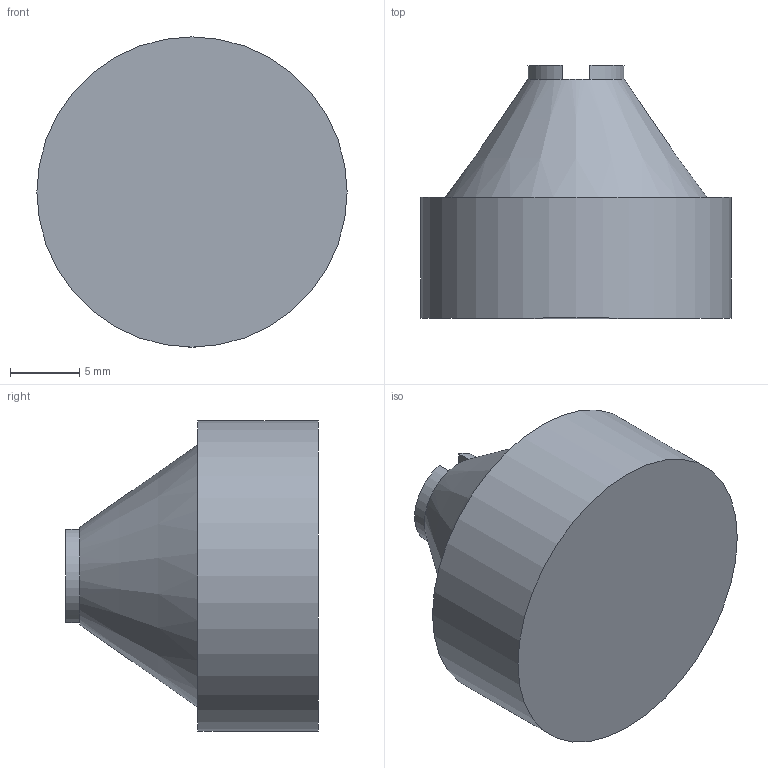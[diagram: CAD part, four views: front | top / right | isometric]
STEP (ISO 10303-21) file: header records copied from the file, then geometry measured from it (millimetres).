
FILE_DESCRIPTION(/* description */ (''),/* implementation_level */ '2;1');
FILE_NAME(/* name */ 'SingleOutlet_cheerio.step',/* time_stamp */ '2024-12-10T14:41:03-05:00',/* author */ (''),/* organization */ (''),/* preprocessor_version */ 'ST-DEVELOPER v20',/* originating_system */ 'Autodesk Translation Framework v13.20.0.188',/* authorisation */ '');
FILE_SCHEMA (('AUTOMOTIVE_DESIGN { 1 0 10303 214 3 1 1 }'));
Length unit declared in the file: millimetre
Products named in the file (1): eternal_drillable_boat_1hole
Bounding box: 22.34 x 18.2 x 22.34 mm (x, y, z)
Volume: 1514.1 mm3; surface area: 3303.5 mm2
Topology: 1 solids, 2 shells, 25 faces, 57 edges, 35 vertices
Faces by surface type: plane 16, cylinder 7, cone 2
Full cylindrical faces by diameter (mm): 17.4 x1, 20.781 x1, 22.341 x1
Entity records: 741 total; most frequent: DIRECTION 136, CARTESIAN_POINT 118, ORIENTED_EDGE 114, EDGE_CURVE 57, AXIS2_PLACEMENT_3D 53, VERTEX_POINT 35, LINE 30, VECTOR 30
